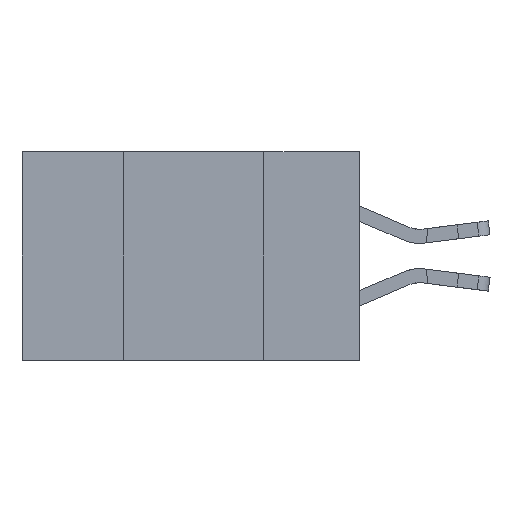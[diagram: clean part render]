
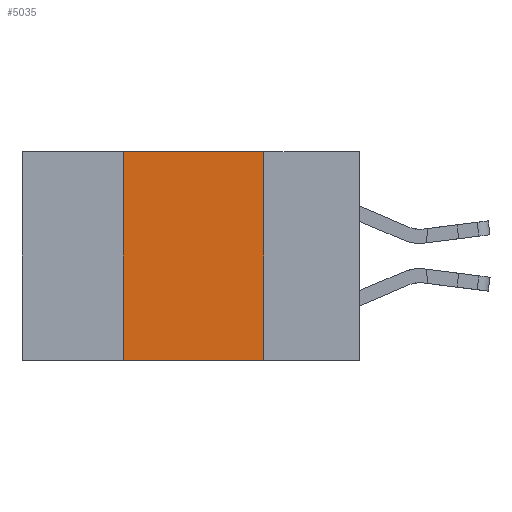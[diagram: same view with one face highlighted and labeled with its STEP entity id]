
A CAD part, left-side view. The second image highlights one B-rep face of the part: STEP entity #5035.
In plain terms, the highlighted planar face has unit normal (-1, 0, 0).
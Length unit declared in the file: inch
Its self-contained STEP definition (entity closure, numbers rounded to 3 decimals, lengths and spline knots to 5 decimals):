
#243 = VECTOR ( 'NONE', #20911, 39.37008 ) ;
#345 = LINE ( 'NONE', #20448, #9100 ) ;
#662 = DIRECTION ( 'NONE',  ( 1., 0., 0. ) ) ;
#2059 = DIRECTION ( 'NONE',  ( 0., 0., 1. ) ) ;
#2713 = VERTEX_POINT ( 'NONE', #10506 ) ;
#3454 = CARTESIAN_POINT ( 'NONE',  ( 0., 0.6, 0. ) ) ;
#3884 = EDGE_CURVE ( 'NONE', #2713, #9348, #345, .T. ) ;
#4132 = EDGE_CURVE ( 'NONE', #15630, #9348, #4616, .T. ) ;
#4616 = LINE ( 'NONE', #15889, #8815 ) ;
#4791 = ORIENTED_EDGE ( 'NONE', *, *, #6227, .F. ) ;
#5035 = ADVANCED_FACE ( 'NONE', ( #20526 ), #13066, .F. ) ;
#5942 = EDGE_LOOP ( 'NONE', ( #8910, #22724, #4791, #18296 ) ) ;
#5958 = EDGE_CURVE ( 'NONE', #22822, #15630, #9014, .T. ) ;
#6227 = EDGE_CURVE ( 'NONE', #2713, #22822, #9832, .T. ) ;
#8815 = VECTOR ( 'NONE', #17453, 39.37008 ) ;
#8910 = ORIENTED_EDGE ( 'NONE', *, *, #4132, .F. ) ;
#9014 = LINE ( 'NONE', #22912, #243 ) ;
#9100 = VECTOR ( 'NONE', #20540, 39.37008 ) ;
#9262 = VECTOR ( 'NONE', #2059, 39.37008 ) ;
#9348 = VERTEX_POINT ( 'NONE', #12182 ) ;
#9832 = LINE ( 'NONE', #10394, #9262 ) ;
#10324 = AXIS2_PLACEMENT_3D ( 'NONE', #3454, #662, #19320 ) ;
#10394 = CARTESIAN_POINT ( 'NONE',  ( 0., 0.42, 0. ) ) ;
#10506 = CARTESIAN_POINT ( 'NONE',  ( 0., 0.42, -0.37 ) ) ;
#12182 = CARTESIAN_POINT ( 'NONE',  ( 0., 0.17, -0.37 ) ) ;
#13066 = PLANE ( 'NONE',  #10324 ) ;
#15630 = VERTEX_POINT ( 'NONE', #22408 ) ;
#15889 = CARTESIAN_POINT ( 'NONE',  ( 0., 0.17, 0. ) ) ;
#17453 = DIRECTION ( 'NONE',  ( 0., 0., -1. ) ) ;
#18296 = ORIENTED_EDGE ( 'NONE', *, *, #3884, .T. ) ;
#19320 = DIRECTION ( 'NONE',  ( 0., 0., -1. ) ) ;
#20448 = CARTESIAN_POINT ( 'NONE',  ( 0., 0.6, -0.37 ) ) ;
#20489 = CARTESIAN_POINT ( 'NONE',  ( 0., 0.42, 0. ) ) ;
#20526 = FACE_OUTER_BOUND ( 'NONE', #5942, .T. ) ;
#20540 = DIRECTION ( 'NONE',  ( 0., -1., 0. ) ) ;
#20911 = DIRECTION ( 'NONE',  ( 0., -1., 0. ) ) ;
#22408 = CARTESIAN_POINT ( 'NONE',  ( 0., 0.17, 0. ) ) ;
#22724 = ORIENTED_EDGE ( 'NONE', *, *, #5958, .F. ) ;
#22822 = VERTEX_POINT ( 'NONE', #20489 ) ;
#22912 = CARTESIAN_POINT ( 'NONE',  ( 0., 0.6, 0. ) ) ;
